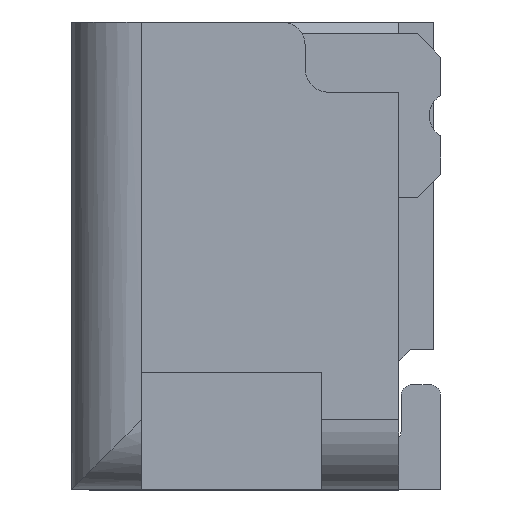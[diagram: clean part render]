
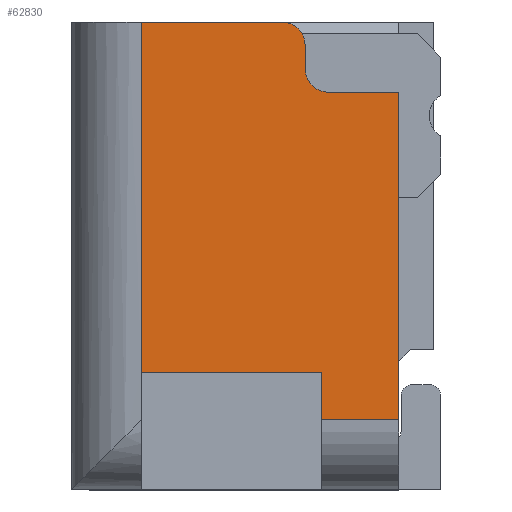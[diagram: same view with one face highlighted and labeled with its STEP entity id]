
A CAD part, left-side view. The second image highlights one B-rep face of the part: STEP entity #62830.
In plain terms, the highlighted planar face has unit normal (-1, 0, 0).
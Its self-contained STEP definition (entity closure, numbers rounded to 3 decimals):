
#37510=CARTESIAN_POINT('',(-2.7,1.19,2.03));
#37520=VERTEX_POINT('',#37510);
#37550=CARTESIAN_POINT('',(-2.7,1.19,0.));
#37560=DIRECTION('',(0.,0.,-1.));
#37570=VECTOR('',#37560,1.);
#37580=LINE('',#37550,#37570);
#37590=CARTESIAN_POINT('',(-2.7,1.19,0.53));
#37600=VERTEX_POINT('',#37590);
#37610=EDGE_CURVE('',#37520,#37600,#37580,.T.);
#60440=CARTESIAN_POINT('',(-2.7,0.,0.53));
#60450=DIRECTION('',(0.,-1.,0.));
#60460=VECTOR('',#60450,1.);
#60470=LINE('',#60440,#60460);
#60480=CARTESIAN_POINT('',(-2.7,0.42,0.53));
#60490=VERTEX_POINT('',#60480);
#60500=EDGE_CURVE('',#37600,#60490,#60470,.T.);
#62100=CARTESIAN_POINT('',(-2.7,0.067,2.082));
#62110=DIRECTION('',(-1.,0.,0.));
#62120=DIRECTION('',(0.,1.,0.));
#62130=AXIS2_PLACEMENT_3D('',#62100,#62110,#62120);
#62140=PLANE('',#62130);
#62150=CARTESIAN_POINT('',(-2.7,0.42,0.));
#62160=DIRECTION('',(0.,0.,-1.));
#62170=VECTOR('',#62160,1.);
#62180=LINE('',#62150,#62170);
#62190=CARTESIAN_POINT('',(-2.7,0.42,0.33));
#62200=VERTEX_POINT('',#62190);
#62210=EDGE_CURVE('',#60490,#62200,#62180,.T.);
#62220=ORIENTED_EDGE('',*,*,#62210,.T.);
#62230=ORIENTED_EDGE('',*,*,#60500,.T.);
#62240=ORIENTED_EDGE('',*,*,#37610,.T.);
#62250=CARTESIAN_POINT('',(-2.7,0.,2.03));
#62260=DIRECTION('',(0.,1.,0.));
#62270=VECTOR('',#62260,1.);
#62280=LINE('',#62250,#62270);
#62290=CARTESIAN_POINT('',(-2.7,0.59,2.03));
#62300=VERTEX_POINT('',#62290);
#62310=EDGE_CURVE('',#62300,#37520,#62280,.T.);
#62320=ORIENTED_EDGE('',*,*,#62310,.T.);
#62330=CARTESIAN_POINT('',(-2.7,0.59,1.93));
#62340=DIRECTION('',(1.,0.,0.));
#62350=DIRECTION('',(0.,-1.,0.));
#62360=AXIS2_PLACEMENT_3D('',#62330,#62340,#62350);
#62370=CIRCLE('',#62360,0.1);
#62380=CARTESIAN_POINT('',(-2.7,0.49,1.93));
#62390=VERTEX_POINT('',#62380);
#62400=EDGE_CURVE('',#62300,#62390,#62370,.T.);
#62410=ORIENTED_EDGE('',*,*,#62400,.F.);
#62420=CARTESIAN_POINT('',(-2.7,0.49,0.));
#62430=DIRECTION('',(0.,0.,-1.));
#62440=VECTOR('',#62430,1.);
#62450=LINE('',#62420,#62440);
#62460=CARTESIAN_POINT('',(-2.7,0.49,1.83));
#62470=VERTEX_POINT('',#62460);
#62480=EDGE_CURVE('',#62390,#62470,#62450,.T.);
#62490=ORIENTED_EDGE('',*,*,#62480,.F.);
#62500=CARTESIAN_POINT('',(-2.7,0.39,1.83));
#62510=DIRECTION('',(-1.,0.,0.));
#62520=DIRECTION('',(0.,1.,0.));
#62530=AXIS2_PLACEMENT_3D('',#62500,#62510,#62520);
#62540=CIRCLE('',#62530,0.1);
#62550=CARTESIAN_POINT('',(-2.7,0.39,1.73));
#62560=VERTEX_POINT('',#62550);
#62570=EDGE_CURVE('',#62470,#62560,#62540,.T.);
#62580=ORIENTED_EDGE('',*,*,#62570,.F.);
#62590=CARTESIAN_POINT('',(-2.7,0.,1.73));
#62600=DIRECTION('',(0.,-1.,0.));
#62610=VECTOR('',#62600,1.);
#62620=LINE('',#62590,#62610);
#62630=CARTESIAN_POINT('',(-2.7,0.09,1.73));
#62640=VERTEX_POINT('',#62630);
#62650=EDGE_CURVE('',#62560,#62640,#62620,.T.);
#62660=ORIENTED_EDGE('',*,*,#62650,.F.);
#62670=CARTESIAN_POINT('',(-2.7,0.09,0.));
#62680=DIRECTION('',(0.,0.,1.));
#62690=VECTOR('',#62680,1.);
#62700=LINE('',#62670,#62690);
#62710=CARTESIAN_POINT('',(-2.7,0.09,0.33));
#62720=VERTEX_POINT('',#62710);
#62730=EDGE_CURVE('',#62720,#62640,#62700,.T.);
#62740=ORIENTED_EDGE('',*,*,#62730,.T.);
#62750=CARTESIAN_POINT('',(-2.7,0.,0.33));
#62760=DIRECTION('',(0.,-1.,0.));
#62770=VECTOR('',#62760,1.);
#62780=LINE('',#62750,#62770);
#62790=EDGE_CURVE('',#62200,#62720,#62780,.T.);
#62800=ORIENTED_EDGE('',*,*,#62790,.T.);
#62810=EDGE_LOOP('',(#62800,#62740,#62660,#62580,#62490,#62410,#62320,
#62240,#62230,#62220));
#62820=FACE_OUTER_BOUND('',#62810,.T.);
#62830=ADVANCED_FACE('',(#62820),#62140,.T.);
